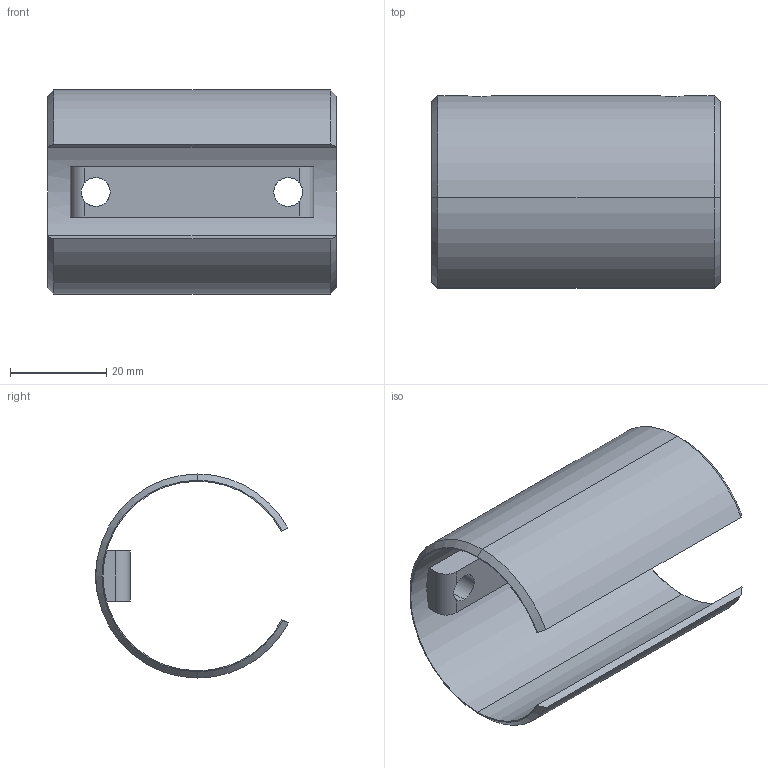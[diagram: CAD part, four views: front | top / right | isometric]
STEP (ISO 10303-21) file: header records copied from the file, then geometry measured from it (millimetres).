
FILE_DESCRIPTION (( 'STEP AP203' ), '1' );
FILE_NAME ('3D_GN6334-42.4_188461265.STEP', '2024-09-24T17:47:36', ( '' ), ( '' ), 'SwSTEP 2.0', 'SolidWorks 2024', '' );
FILE_SCHEMA (( 'CONFIG_CONTROL_DESIGN' ));
Length unit declared in the file: millimetre
Products named in the file (1): 3D_GN6334-42.4_188461265
Bounding box: 60 x 40.02 x 42.4 mm (x, y, z)
Volume: 12027.1 mm3; surface area: 14103.7 mm2
Topology: 1 solids, 1 shells, 27 faces, 74 edges, 48 vertices
Faces by surface type: cylinder 12, plane 9, cone 6
Entity records: 1101 total; most frequent: CARTESIAN_POINT 312, DIRECTION 154, ORIENTED_EDGE 148, EDGE_CURVE 74, AXIS2_PLACEMENT_3D 58, VERTEX_POINT 48, LINE 38, VECTOR 38
